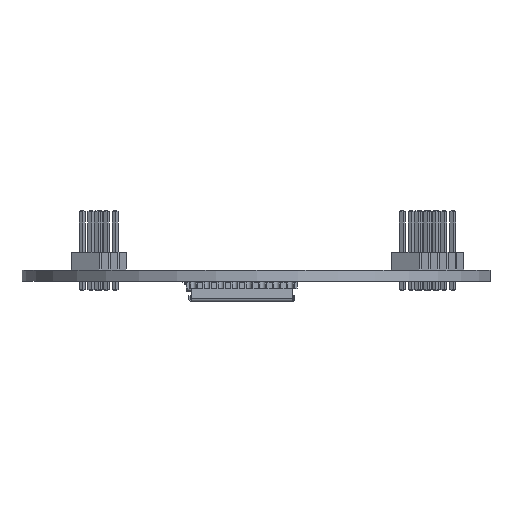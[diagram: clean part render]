
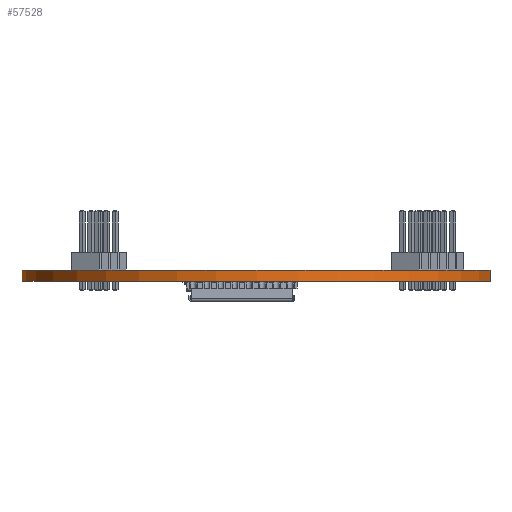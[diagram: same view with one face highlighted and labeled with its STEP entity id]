
A CAD part, left-side view. The second image highlights one B-rep face of the part: STEP entity #57528.
In plain terms, the highlighted cylindrical face has radius 34 mm (diameter 68 mm), a partial arc.
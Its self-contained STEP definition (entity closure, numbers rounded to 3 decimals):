
#57412 = EDGE_CURVE('',#57413,#57415,#57417,.T.);
#57413 = VERTEX_POINT('',#57414);
#57414 = CARTESIAN_POINT('',(6.191,-33.714,0.));
#57415 = VERTEX_POINT('',#57416);
#57416 = CARTESIAN_POINT('',(6.191,-33.714,1.6));
#57417 = SURFACE_CURVE('',#57418,(#57422,#57434),.PCURVE_S1.);
#57418 = LINE('',#57419,#57420);
#57419 = CARTESIAN_POINT('',(6.191,-33.714,0.));
#57420 = VECTOR('',#57421,1.);
#57421 = DIRECTION('',(0.,0.,1.));
#57422 = PCURVE('',#57423,#57428);
#57423 = PLANE('',#57424);
#57424 = AXIS2_PLACEMENT_3D('',#57425,#57426,#57427);
#57425 = CARTESIAN_POINT('',(6.191,-33.714,0.));
#57426 = DIRECTION('',(-0.985,-0.171,0.));
#57427 = DIRECTION('',(-0.171,0.985,0.));
#57428 = DEFINITIONAL_REPRESENTATION('',(#57429),#57433);
#57429 = LINE('',#57430,#57431);
#57430 = CARTESIAN_POINT('',(0.,0.));
#57431 = VECTOR('',#57432,1.);
#57432 = DIRECTION('',(0.,-1.));
#57433 = ( GEOMETRIC_REPRESENTATION_CONTEXT(2) 
PARAMETRIC_REPRESENTATION_CONTEXT() REPRESENTATION_CONTEXT('2D SPACE',''
  ) );
#57434 = PCURVE('',#57435,#57440);
#57435 = CYLINDRICAL_SURFACE('',#57436,34.);
#57436 = AXIS2_PLACEMENT_3D('',#57437,#57438,#57439);
#57437 = CARTESIAN_POINT('',(0.,-0.282,0.));
#57438 = DIRECTION('',(-0.,-0.,-1.));
#57439 = DIRECTION('',(1.,0.,-0.));
#57440 = DEFINITIONAL_REPRESENTATION('',(#57441),#57445);
#57441 = LINE('',#57442,#57443);
#57442 = CARTESIAN_POINT('',(-4.896,0.));
#57443 = VECTOR('',#57444,1.);
#57444 = DIRECTION('',(-0.,-1.));
#57445 = ( GEOMETRIC_REPRESENTATION_CONTEXT(2) 
PARAMETRIC_REPRESENTATION_CONTEXT() REPRESENTATION_CONTEXT('2D SPACE',''
  ) );
#57463 = PLANE('',#57464);
#57464 = AXIS2_PLACEMENT_3D('',#57465,#57466,#57467);
#57465 = CARTESIAN_POINT('',(0.001,-2.821,1.6));
#57466 = DIRECTION('',(-0.,-0.,-1.));
#57467 = DIRECTION('',(-1.,0.,0.));
#57517 = PLANE('',#57518);
#57518 = AXIS2_PLACEMENT_3D('',#57519,#57520,#57521);
#57519 = CARTESIAN_POINT('',(0.001,-2.821,0.));
#57520 = DIRECTION('',(-0.,-0.,-1.));
#57521 = DIRECTION('',(-1.,0.,0.));
#57528 = ADVANCED_FACE('',(#57529),#57435,.T.);
#57529 = FACE_BOUND('',#57530,.F.);
#57530 = EDGE_LOOP('',(#57531,#57532,#57560,#57588));
#57531 = ORIENTED_EDGE('',*,*,#57412,.T.);
#57532 = ORIENTED_EDGE('',*,*,#57533,.T.);
#57533 = EDGE_CURVE('',#57415,#57534,#57536,.T.);
#57534 = VERTEX_POINT('',#57535);
#57535 = CARTESIAN_POINT('',(-6.169,-33.718,1.6));
#57536 = SURFACE_CURVE('',#57537,(#57542,#57549),.PCURVE_S1.);
#57537 = CIRCLE('',#57538,34.);
#57538 = AXIS2_PLACEMENT_3D('',#57539,#57540,#57541);
#57539 = CARTESIAN_POINT('',(0.,-0.282,1.6));
#57540 = DIRECTION('',(0.,0.,1.));
#57541 = DIRECTION('',(1.,0.,-0.));
#57542 = PCURVE('',#57435,#57543);
#57543 = DEFINITIONAL_REPRESENTATION('',(#57544),#57548);
#57544 = LINE('',#57545,#57546);
#57545 = CARTESIAN_POINT('',(-0.,-1.6));
#57546 = VECTOR('',#57547,1.);
#57547 = DIRECTION('',(-1.,0.));
#57548 = ( GEOMETRIC_REPRESENTATION_CONTEXT(2) 
PARAMETRIC_REPRESENTATION_CONTEXT() REPRESENTATION_CONTEXT('2D SPACE',''
  ) );
#57549 = PCURVE('',#57463,#57550);
#57550 = DEFINITIONAL_REPRESENTATION('',(#57551),#57559);
#57551 = ( BOUNDED_CURVE() B_SPLINE_CURVE(2,(#57552,#57553,#57554,#57555
    ,#57556,#57557,#57558),.UNSPECIFIED.,.T.,.F.) 
B_SPLINE_CURVE_WITH_KNOTS((1,2,2,2,2,1),(-2.094,0.,
    2.094,4.189,6.283,8.378),
.UNSPECIFIED.) CURVE() GEOMETRIC_REPRESENTATION_ITEM() 
RATIONAL_B_SPLINE_CURVE((1.,0.5,1.,0.5,1.,0.5,1.)) REPRESENTATION_ITEM(
  '') );
#57552 = CARTESIAN_POINT('',(-34.,2.538));
#57553 = CARTESIAN_POINT('',(-34.,61.428));
#57554 = CARTESIAN_POINT('',(17.,31.983));
#57555 = CARTESIAN_POINT('',(68.,2.538));
#57556 = CARTESIAN_POINT('',(17.,-26.907));
#57557 = CARTESIAN_POINT('',(-34.,-56.351));
#57558 = CARTESIAN_POINT('',(-34.,2.538));
#57559 = ( GEOMETRIC_REPRESENTATION_CONTEXT(2) 
PARAMETRIC_REPRESENTATION_CONTEXT() REPRESENTATION_CONTEXT('2D SPACE',''
  ) );
#57560 = ORIENTED_EDGE('',*,*,#57561,.F.);
#57561 = EDGE_CURVE('',#57562,#57534,#57564,.T.);
#57562 = VERTEX_POINT('',#57563);
#57563 = CARTESIAN_POINT('',(-6.169,-33.718,0.));
#57564 = SURFACE_CURVE('',#57565,(#57569,#57576),.PCURVE_S1.);
#57565 = LINE('',#57566,#57567);
#57566 = CARTESIAN_POINT('',(-6.169,-33.718,0.));
#57567 = VECTOR('',#57568,1.);
#57568 = DIRECTION('',(0.,0.,1.));
#57569 = PCURVE('',#57435,#57570);
#57570 = DEFINITIONAL_REPRESENTATION('',(#57571),#57575);
#57571 = LINE('',#57572,#57573);
#57572 = CARTESIAN_POINT('',(-10.813,0.));
#57573 = VECTOR('',#57574,1.);
#57574 = DIRECTION('',(-0.,-1.));
#57575 = ( GEOMETRIC_REPRESENTATION_CONTEXT(2) 
PARAMETRIC_REPRESENTATION_CONTEXT() REPRESENTATION_CONTEXT('2D SPACE',''
  ) );
#57576 = PCURVE('',#57577,#57582);
#57577 = PLANE('',#57578);
#57578 = AXIS2_PLACEMENT_3D('',#57579,#57580,#57581);
#57579 = CARTESIAN_POINT('',(-5.249,-28.385,0.));
#57580 = DIRECTION('',(0.985,-0.17,0.));
#57581 = DIRECTION('',(-0.17,-0.985,0.));
#57582 = DEFINITIONAL_REPRESENTATION('',(#57583),#57587);
#57583 = LINE('',#57584,#57585);
#57584 = CARTESIAN_POINT('',(5.412,0.));
#57585 = VECTOR('',#57586,1.);
#57586 = DIRECTION('',(0.,-1.));
#57587 = ( GEOMETRIC_REPRESENTATION_CONTEXT(2) 
PARAMETRIC_REPRESENTATION_CONTEXT() REPRESENTATION_CONTEXT('2D SPACE',''
  ) );
#57588 = ORIENTED_EDGE('',*,*,#57589,.F.);
#57589 = EDGE_CURVE('',#57413,#57562,#57590,.T.);
#57590 = SURFACE_CURVE('',#57591,(#57596,#57603),.PCURVE_S1.);
#57591 = CIRCLE('',#57592,34.);
#57592 = AXIS2_PLACEMENT_3D('',#57593,#57594,#57595);
#57593 = CARTESIAN_POINT('',(0.,-0.282,0.));
#57594 = DIRECTION('',(0.,0.,1.));
#57595 = DIRECTION('',(1.,0.,-0.));
#57596 = PCURVE('',#57435,#57597);
#57597 = DEFINITIONAL_REPRESENTATION('',(#57598),#57602);
#57598 = LINE('',#57599,#57600);
#57599 = CARTESIAN_POINT('',(-0.,0.));
#57600 = VECTOR('',#57601,1.);
#57601 = DIRECTION('',(-1.,0.));
#57602 = ( GEOMETRIC_REPRESENTATION_CONTEXT(2) 
PARAMETRIC_REPRESENTATION_CONTEXT() REPRESENTATION_CONTEXT('2D SPACE',''
  ) );
#57603 = PCURVE('',#57517,#57604);
#57604 = DEFINITIONAL_REPRESENTATION('',(#57605),#57613);
#57605 = ( BOUNDED_CURVE() B_SPLINE_CURVE(2,(#57606,#57607,#57608,#57609
    ,#57610,#57611,#57612),.UNSPECIFIED.,.T.,.F.) 
B_SPLINE_CURVE_WITH_KNOTS((1,2,2,2,2,1),(-2.094,0.,
    2.094,4.189,6.283,8.378),
.UNSPECIFIED.) CURVE() GEOMETRIC_REPRESENTATION_ITEM() 
RATIONAL_B_SPLINE_CURVE((1.,0.5,1.,0.5,1.,0.5,1.)) REPRESENTATION_ITEM(
  '') );
#57606 = CARTESIAN_POINT('',(-34.,2.538));
#57607 = CARTESIAN_POINT('',(-34.,61.428));
#57608 = CARTESIAN_POINT('',(17.,31.983));
#57609 = CARTESIAN_POINT('',(68.,2.538));
#57610 = CARTESIAN_POINT('',(17.,-26.907));
#57611 = CARTESIAN_POINT('',(-34.,-56.351));
#57612 = CARTESIAN_POINT('',(-34.,2.538));
#57613 = ( GEOMETRIC_REPRESENTATION_CONTEXT(2) 
PARAMETRIC_REPRESENTATION_CONTEXT() REPRESENTATION_CONTEXT('2D SPACE',''
  ) );
